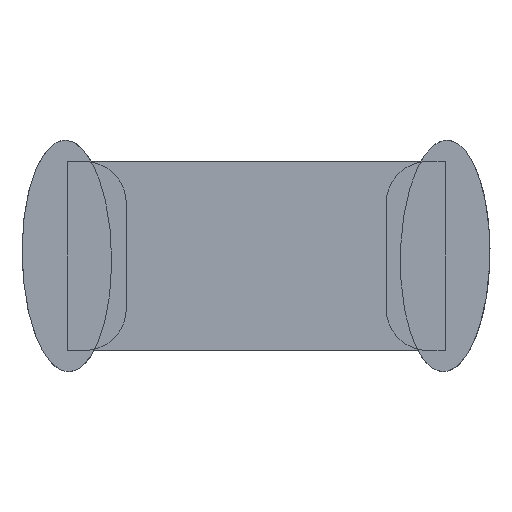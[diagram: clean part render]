
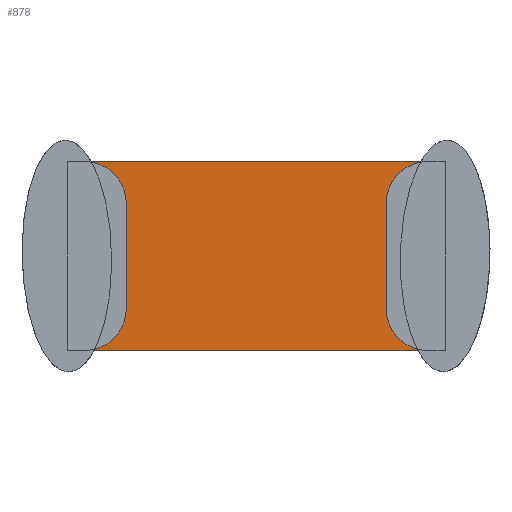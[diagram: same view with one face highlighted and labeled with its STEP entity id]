
A CAD part, front view. The second image highlights one B-rep face of the part: STEP entity #878.
In plain terms, the highlighted planar face has unit normal (0, -1, 0).
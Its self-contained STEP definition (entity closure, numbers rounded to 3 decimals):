
#3 = EDGE_CURVE ( 'NONE', #2254, #122, #265, .T. ) ;
#46 = CARTESIAN_POINT ( 'NONE',  ( 3.237, -0.391, -1.53 ) ) ;
#60 = CIRCLE ( 'NONE', #74, 0.177 ) ;
#74 = AXIS2_PLACEMENT_3D ( 'NONE', #1620, #525, #1803 ) ;
#85 = ORIENTED_EDGE ( 'NONE', *, *, #1709, .F. ) ;
#90 = VECTOR ( 'NONE', #1604, 1000. ) ;
#94 = ORIENTED_EDGE ( 'NONE', *, *, #2249, .F. ) ;
#100 = DIRECTION ( 'NONE',  ( 0., 0., -1. ) ) ;
#119 = VECTOR ( 'NONE', #1469, 1000. ) ;
#122 = VERTEX_POINT ( 'NONE', #1617 ) ;
#157 = CARTESIAN_POINT ( 'NONE',  ( 3.06, -0.391, -1.353 ) ) ;
#195 = DIRECTION ( 'NONE',  ( 0., 0., -1. ) ) ;
#229 = VECTOR ( 'NONE', #1777, 1000. ) ;
#265 = CIRCLE ( 'NONE', #657, 0.177 ) ;
#313 = EDGE_CURVE ( 'NONE', #2122, #1118, #606, .T. ) ;
#316 = EDGE_CURVE ( 'NONE', #1359, #650, #1652, .T. ) ;
#335 = AXIS2_PLACEMENT_3D ( 'NONE', #2290, #1193, #100 ) ;
#345 = DIRECTION ( 'NONE',  ( 0., 1., 0. ) ) ;
#348 = ORIENTED_EDGE ( 'NONE', *, *, #313, .F. ) ;
#354 = VERTEX_POINT ( 'NONE', #1362 ) ;
#369 = CARTESIAN_POINT ( 'NONE',  ( 1.784, -0.391, -0.907 ) ) ;
#475 = CIRCLE ( 'NONE', #335, 0.177 ) ;
#506 = CARTESIAN_POINT ( 'NONE',  ( 1.96, -0.391, -1.13 ) ) ;
#525 = DIRECTION ( 'NONE',  ( 0., -1., 0. ) ) ;
#547 = DIRECTION ( 'NONE',  ( 0., 0., -1. ) ) ;
#589 = ORIENTED_EDGE ( 'NONE', *, *, #927, .F. ) ;
#606 = LINE ( 'NONE', #1773, #119 ) ;
#650 = VERTEX_POINT ( 'NONE', #157 ) ;
#657 = AXIS2_PLACEMENT_3D ( 'NONE', #1654, #731, #195 ) ;
#696 = PLANE ( 'NONE',  #848 ) ;
#700 = EDGE_LOOP ( 'NONE', ( #813, #1032, #85, #1430, #1592, #348, #589, #94 ) ) ;
#712 = VERTEX_POINT ( 'NONE', #46 ) ;
#731 = DIRECTION ( 'NONE',  ( 0., -1., 0. ) ) ;
#813 = ORIENTED_EDGE ( 'NONE', *, *, #3, .F. ) ;
#844 = EDGE_CURVE ( 'NONE', #712, #2254, #1745, .T. ) ;
#848 = AXIS2_PLACEMENT_3D ( 'NONE', #1433, #345, #1621 ) ;
#858 = CARTESIAN_POINT ( 'NONE',  ( 0.978, -0.391, -1.53 ) ) ;
#878 = ADVANCED_FACE ( 'NONE', ( #1395 ), #696, .F. ) ;
#911 = DIRECTION ( 'NONE',  ( 0., 0., -1. ) ) ;
#927 = EDGE_CURVE ( 'NONE', #354, #2122, #2180, .T. ) ;
#990 = EDGE_CURVE ( 'NONE', #1118, #1359, #60, .T. ) ;
#1032 = ORIENTED_EDGE ( 'NONE', *, *, #844, .F. ) ;
#1118 = VERTEX_POINT ( 'NONE', #1891 ) ;
#1193 = DIRECTION ( 'NONE',  ( 0., -1., 0. ) ) ;
#1292 = CARTESIAN_POINT ( 'NONE',  ( 3.06, -0.391, -1.13 ) ) ;
#1342 = AXIS2_PLACEMENT_3D ( 'NONE', #369, #1646, #547 ) ;
#1359 = VERTEX_POINT ( 'NONE', #1514 ) ;
#1362 = CARTESIAN_POINT ( 'NONE',  ( 1.96, -0.391, -0.907 ) ) ;
#1395 = FACE_OUTER_BOUND ( 'NONE', #700, .T. ) ;
#1430 = ORIENTED_EDGE ( 'NONE', *, *, #316, .F. ) ;
#1433 = CARTESIAN_POINT ( 'NONE',  ( 0.978, -0.391, -1.13 ) ) ;
#1469 = DIRECTION ( 'NONE',  ( 1., 0., 0. ) ) ;
#1514 = CARTESIAN_POINT ( 'NONE',  ( 3.06, -0.391, -0.907 ) ) ;
#1551 = LINE ( 'NONE', #506, #90 ) ;
#1562 = CARTESIAN_POINT ( 'NONE',  ( 1.784, -0.391, -0.73 ) ) ;
#1579 = VECTOR ( 'NONE', #911, 1000. ) ;
#1592 = ORIENTED_EDGE ( 'NONE', *, *, #990, .F. ) ;
#1604 = DIRECTION ( 'NONE',  ( 0., 0., 1. ) ) ;
#1617 = CARTESIAN_POINT ( 'NONE',  ( 1.96, -0.391, -1.353 ) ) ;
#1620 = CARTESIAN_POINT ( 'NONE',  ( 3.237, -0.391, -0.907 ) ) ;
#1621 = DIRECTION ( 'NONE',  ( 0., 0., 1. ) ) ;
#1646 = DIRECTION ( 'NONE',  ( 0., -1., 0. ) ) ;
#1652 = LINE ( 'NONE', #1292, #1579 ) ;
#1654 = CARTESIAN_POINT ( 'NONE',  ( 1.784, -0.391, -1.353 ) ) ;
#1709 = EDGE_CURVE ( 'NONE', #650, #712, #475, .T. ) ;
#1745 = LINE ( 'NONE', #858, #229 ) ;
#1773 = CARTESIAN_POINT ( 'NONE',  ( 0.978, -0.391, -0.73 ) ) ;
#1777 = DIRECTION ( 'NONE',  ( -1., 0., 0. ) ) ;
#1782 = CARTESIAN_POINT ( 'NONE',  ( 1.784, -0.391, -1.53 ) ) ;
#1803 = DIRECTION ( 'NONE',  ( 0., 0., -1. ) ) ;
#1891 = CARTESIAN_POINT ( 'NONE',  ( 3.237, -0.391, -0.73 ) ) ;
#2122 = VERTEX_POINT ( 'NONE', #1562 ) ;
#2180 = CIRCLE ( 'NONE', #1342, 0.177 ) ;
#2249 = EDGE_CURVE ( 'NONE', #122, #354, #1551, .T. ) ;
#2254 = VERTEX_POINT ( 'NONE', #1782 ) ;
#2290 = CARTESIAN_POINT ( 'NONE',  ( 3.237, -0.391, -1.353 ) ) ;
